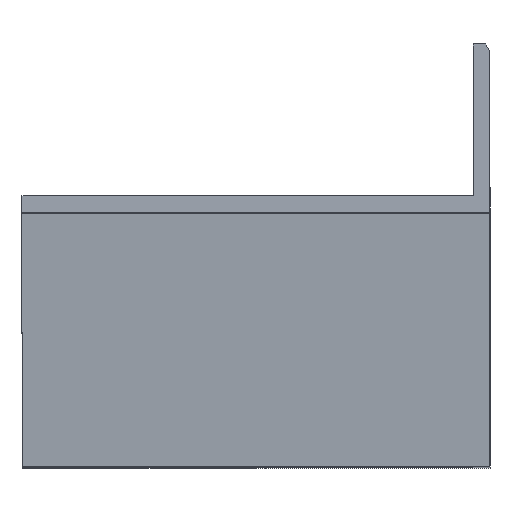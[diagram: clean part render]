
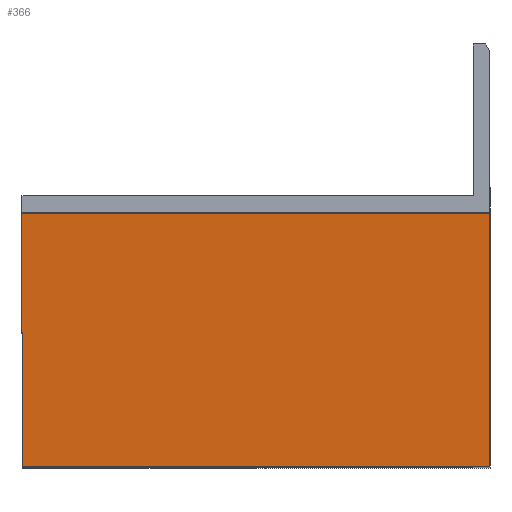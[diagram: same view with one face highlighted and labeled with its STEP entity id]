
A CAD part, top view. The second image highlights one B-rep face of the part: STEP entity #366.
In plain terms, the highlighted planar face has unit normal (0, -0.07, 0.998).
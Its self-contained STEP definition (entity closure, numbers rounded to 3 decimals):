
#13 = DIRECTION ( 'NONE',  ( -1., 0., 0. ) ) ;
#20 = EDGE_CURVE ( 'NONE', #316, #218, #72, .T. ) ;
#29 = CARTESIAN_POINT ( 'NONE',  ( 53.5, -67.2, 69.598 ) ) ;
#72 = LINE ( 'NONE', #525, #203 ) ;
#90 = CARTESIAN_POINT ( 'NONE',  ( 55.5, -67.2, 69.598 ) ) ;
#112 = PLANE ( 'NONE',  #263 ) ;
#114 = DIRECTION ( 'NONE',  ( 0., -0.07, 0.998 ) ) ;
#118 = EDGE_CURVE ( 'NONE', #294, #410, #346, .T. ) ;
#120 = VECTOR ( 'NONE', #530, 1000. ) ;
#124 = DIRECTION ( 'NONE',  ( 0., -0.998, -0.07 ) ) ;
#187 = EDGE_CURVE ( 'NONE', #410, #218, #415, .T. ) ;
#188 = CARTESIAN_POINT ( 'NONE',  ( 53.5, -97.2, 67.5 ) ) ;
#192 = CARTESIAN_POINT ( 'NONE',  ( 53.5, -97.2, 67.5 ) ) ;
#203 = VECTOR ( 'NONE', #418, 1000. ) ;
#218 = VERTEX_POINT ( 'NONE', #326 ) ;
#220 = CARTESIAN_POINT ( 'NONE',  ( 55.5, -97.2, 67.5 ) ) ;
#263 = AXIS2_PLACEMENT_3D ( 'NONE', #188, #114, #124 ) ;
#294 = VERTEX_POINT ( 'NONE', #220 ) ;
#312 = ORIENTED_EDGE ( 'NONE', *, *, #20, .F. ) ;
#316 = VERTEX_POINT ( 'NONE', #555 ) ;
#326 = CARTESIAN_POINT ( 'NONE',  ( 0., -67.2, 69.598 ) ) ;
#333 = VECTOR ( 'NONE', #431, 1000. ) ;
#337 = ORIENTED_EDGE ( 'NONE', *, *, #187, .T. ) ;
#346 = LINE ( 'NONE', #520, #120 ) ;
#366 = ADVANCED_FACE ( 'NONE', ( #430 ), #112, .T. ) ;
#370 = ORIENTED_EDGE ( 'NONE', *, *, #533, .F. ) ;
#410 = VERTEX_POINT ( 'NONE', #90 ) ;
#415 = LINE ( 'NONE', #29, #333 ) ;
#418 = DIRECTION ( 'NONE',  ( 0., 0.998, 0.07 ) ) ;
#430 = FACE_OUTER_BOUND ( 'NONE', #535, .T. ) ;
#431 = DIRECTION ( 'NONE',  ( -1., 0., 0. ) ) ;
#432 = VECTOR ( 'NONE', #13, 1000. ) ;
#476 = ORIENTED_EDGE ( 'NONE', *, *, #118, .T. ) ;
#481 = LINE ( 'NONE', #192, #432 ) ;
#520 = CARTESIAN_POINT ( 'NONE',  ( 55.5, -97.2, 67.5 ) ) ;
#525 = CARTESIAN_POINT ( 'NONE',  ( 0., -97.2, 67.5 ) ) ;
#530 = DIRECTION ( 'NONE',  ( 0., 0.998, 0.07 ) ) ;
#533 = EDGE_CURVE ( 'NONE', #294, #316, #481, .T. ) ;
#535 = EDGE_LOOP ( 'NONE', ( #337, #312, #370, #476 ) ) ;
#555 = CARTESIAN_POINT ( 'NONE',  ( 0., -97.2, 67.5 ) ) ;
